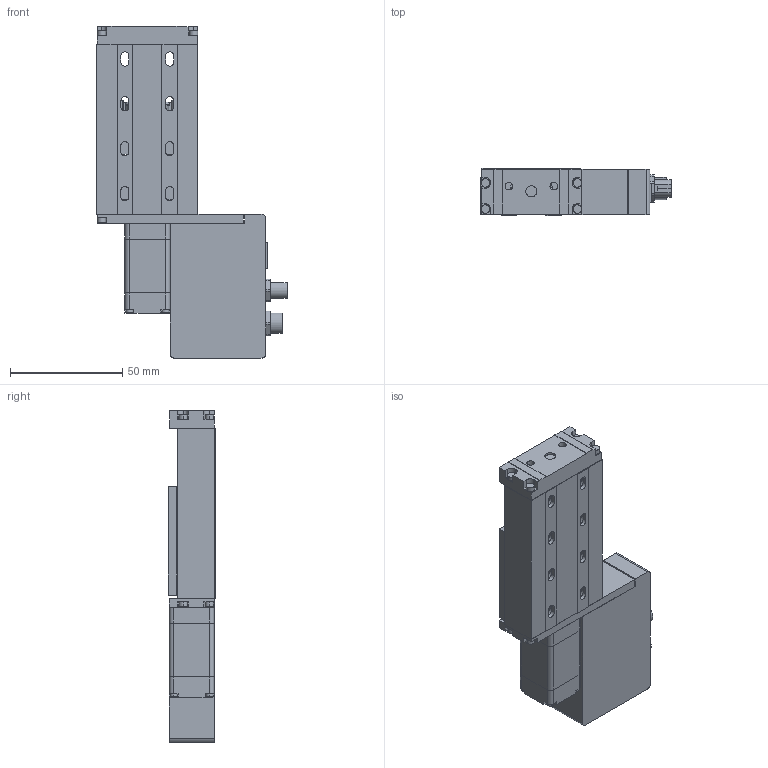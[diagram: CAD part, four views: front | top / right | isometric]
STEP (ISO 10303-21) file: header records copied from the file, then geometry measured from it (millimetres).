
FILE_DESCRIPTION (( 'STEP AP203' ), '1' );
FILE_NAME ('X-LSM025x-S.step', '2023-05-17T23:36:45', ( '' ), ( '' ), 'SwSTEP 2.0', 'SolidWorks 2019', '' );
FILE_SCHEMA (( 'CONFIG_CONTROL_DESIGN' ));
Length unit declared in the file: millimetre
Products named in the file (4): NMS08_motor^LSM_X-LSM-S; X-LSM025x-S; LSM_base^LSM_X-LSM025; LSM_carriage^LSM_LSM
Assembly tree (3 placements, depth 2):
  X-LSM025x-S
    NMS08_motor^LSM_X-LSM-S
    LSM_base^LSM_X-LSM025
    LSM_carriage^LSM_LSM
Bounding box: 84.81 x 21 x 148 mm (x, y, z)
Volume: 122731.4 mm3; surface area: 52358.5 mm2
Topology: 33 solids, 33 shells, 646 faces, 1586 edges, 1052 vertices
Faces by surface type: plane 364, cylinder 276, torus 4, cone 2
Entity records: 19696 total; most frequent: DIRECTION 3454, CARTESIAN_POINT 3302, ORIENTED_EDGE 3172, EDGE_CURVE 1586, AXIS2_PLACEMENT_3D 1220, VERTEX_POINT 1052, LINE 1014, VECTOR 1014
